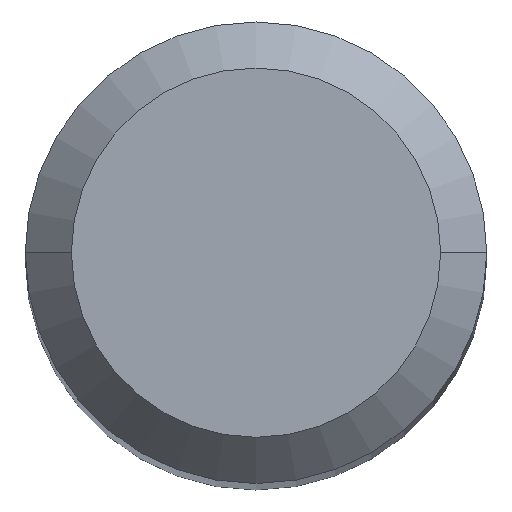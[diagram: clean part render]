
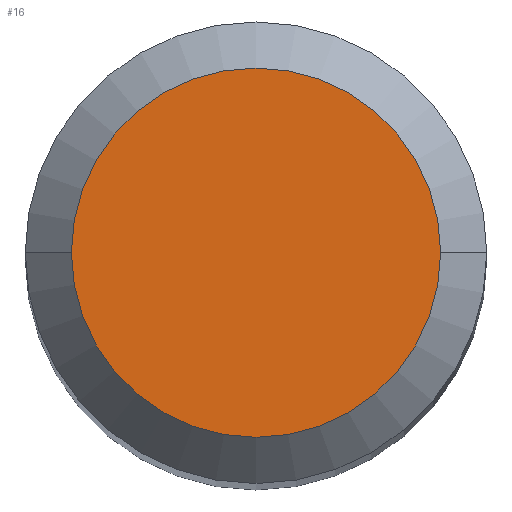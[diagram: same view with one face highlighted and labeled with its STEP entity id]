
A CAD part, top view. The second image highlights one B-rep face of the part: STEP entity #16.
In plain terms, the highlighted planar face has unit normal (0, 0, 1).
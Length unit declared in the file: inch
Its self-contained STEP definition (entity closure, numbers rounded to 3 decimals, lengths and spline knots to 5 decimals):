
#3 = DIRECTION ( 'NONE',  ( 0., 0., -1. ) ) ;
#8 = AXIS2_PLACEMENT_3D ( 'NONE', #287, #250, #91 ) ;
#9 = DIRECTION ( 'NONE',  ( -1., 0., 0. ) ) ;
#16 = ADVANCED_FACE ( 'NONE', ( #371 ), #34, .F. ) ;
#34 = PLANE ( 'NONE',  #221 ) ;
#76 = AXIS2_PLACEMENT_3D ( 'NONE', #227, #218, #230 ) ;
#91 = DIRECTION ( 'NONE',  ( 1., 0., 0. ) ) ;
#92 = CIRCLE ( 'NONE', #76, 0.05 ) ;
#98 = EDGE_CURVE ( 'NONE', #203, #481, #92, .T. ) ;
#113 = EDGE_LOOP ( 'NONE', ( #326, #216 ) ) ;
#196 = CIRCLE ( 'NONE', #8, 0.05 ) ;
#203 = VERTEX_POINT ( 'NONE', #459 ) ;
#216 = ORIENTED_EDGE ( 'NONE', *, *, #98, .T. ) ;
#218 = DIRECTION ( 'NONE',  ( 0., 0., 1. ) ) ;
#221 = AXIS2_PLACEMENT_3D ( 'NONE', #405, #3, #9 ) ;
#227 = CARTESIAN_POINT ( 'NONE',  ( 0., 0., 0. ) ) ;
#230 = DIRECTION ( 'NONE',  ( 1., 0., 0. ) ) ;
#250 = DIRECTION ( 'NONE',  ( 0., 0., 1. ) ) ;
#287 = CARTESIAN_POINT ( 'NONE',  ( 0., 0., 0. ) ) ;
#326 = ORIENTED_EDGE ( 'NONE', *, *, #392, .T. ) ;
#371 = FACE_OUTER_BOUND ( 'NONE', #113, .T. ) ;
#392 = EDGE_CURVE ( 'NONE', #481, #203, #196, .T. ) ;
#405 = CARTESIAN_POINT ( 'NONE',  ( 0., 0., 0. ) ) ;
#447 = CARTESIAN_POINT ( 'NONE',  ( -0.05, 0., 0. ) ) ;
#459 = CARTESIAN_POINT ( 'NONE',  ( 0.05, 0., 0. ) ) ;
#481 = VERTEX_POINT ( 'NONE', #447 ) ;
